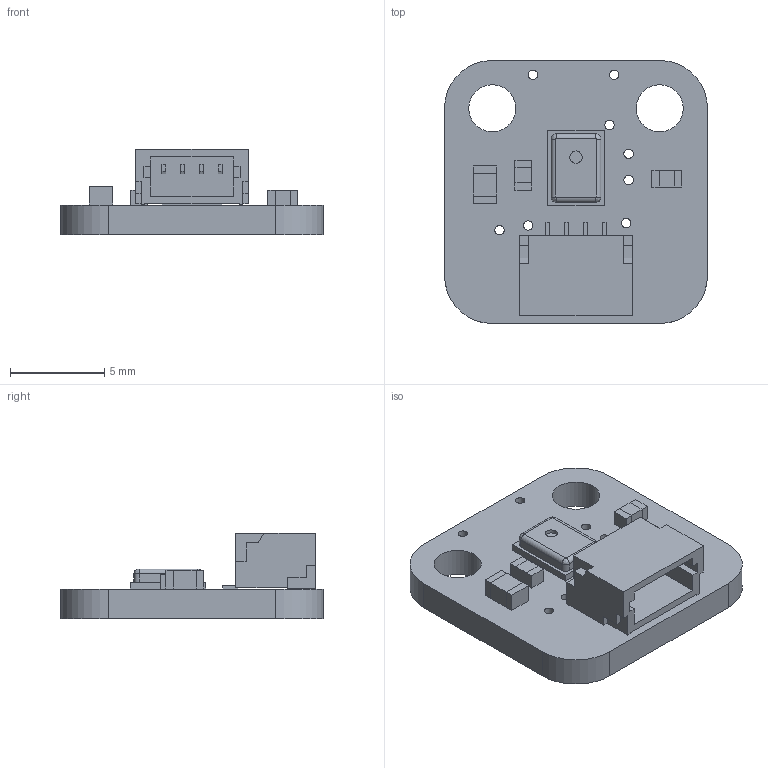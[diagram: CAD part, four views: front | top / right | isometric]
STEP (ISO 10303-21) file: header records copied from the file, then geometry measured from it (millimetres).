
FILE_DESCRIPTION(/* description */ (''),/* implementation_level */ '2;1');
FILE_NAME(/* name */ 'PDM Mic with JST SH.step',/* time_stamp */ '2019-09-12T20:27:54-04:00',/* author */ (''),/* organization */ (''),/* preprocessor_version */ 'ST-DEVELOPER v18',/* originating_system */ 'Autodesk Translation Framework v8.6.0.1094',/* authorisation */ '');
FILE_SCHEMA (('AUTOMOTIVE_DESIGN { 1 0 10303 214 3 1 1 }'));
Length unit declared in the file: millimetre
Products named in the file (7): PDM Mic with JST SH; PCB Component; Board; 10K; 10uF; MIC_PDM_SPK0415; STEMMA_I2C_QT
Assembly tree (7 placements, depth 3):
  PDM Mic with JST SH
    PCB Component
      Board
      10K  x2
      10uF
      MIC_PDM_SPK0415
      STEMMA_I2C_QT
Bounding box: 13.97 x 13.97 x 4.53 mm (x, y, z)
Volume: 338.9 mm3; surface area: 730.8 mm2
Topology: 7 solids, 7 shells, 179 faces, 467 edges, 308 vertices
Faces by surface type: plane 150, cylinder 25, bspline 4
Full cylindrical faces by diameter (mm): 0.5 x10, 0.65 x1, 2.5 x2
Entity records: 5477 total; most frequent: CARTESIAN_POINT 926, ORIENTED_EDGE 862, DIRECTION 835, EDGE_CURVE 431, LINE 377, VECTOR 377, VERTEX_POINT 284, AXIS2_PLACEMENT_3D 229
